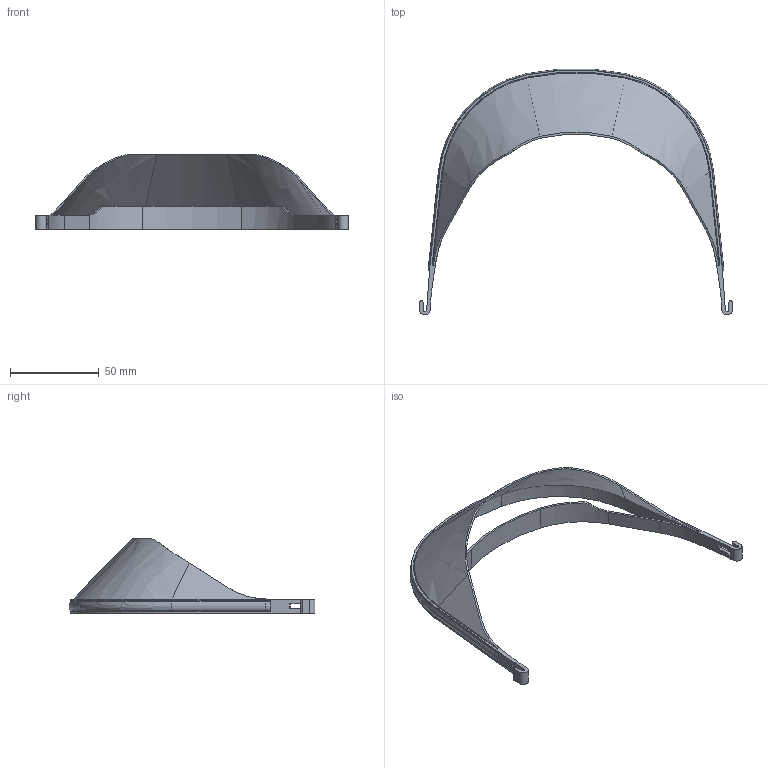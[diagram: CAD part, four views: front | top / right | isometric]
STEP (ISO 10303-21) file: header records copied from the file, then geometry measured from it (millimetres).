
FILE_DESCRIPTION(('FreeCAD Model'),'2;1');
FILE_NAME( 'CV19-Shield.step', '2020-03-31T23:56:08',('Author'),(''), 'Open CASCADE STEP processor 7.4','FreeCAD','Unknown');
FILE_SCHEMA(('AUTOMOTIVE_DESIGN { 1 0 10303 214 1 1 1 1 }'));
Length unit declared in the file: millimetre
Products named in the file (1): Body-visera-ergonómica
Bounding box: 176.78 x 138.9 x 42 mm (x, y, z)
Volume: 18799.2 mm3; surface area: 35950 mm2
Topology: 1 solids, 1 shells, 165 faces, 419 edges, 254 vertices
Faces by surface type: cylinder 52, plane 50, revolution 27, extrusion 24, bspline 12
Entity records: 12155 total; most frequent: CARTESIAN_POINT 3713, DIRECTION 1604, VECTOR 893, LINE 869, ORIENTED_EDGE 838, PCURVE 838, DEFINITIONAL_REPRESENTATION 838, EDGE_CURVE 419
